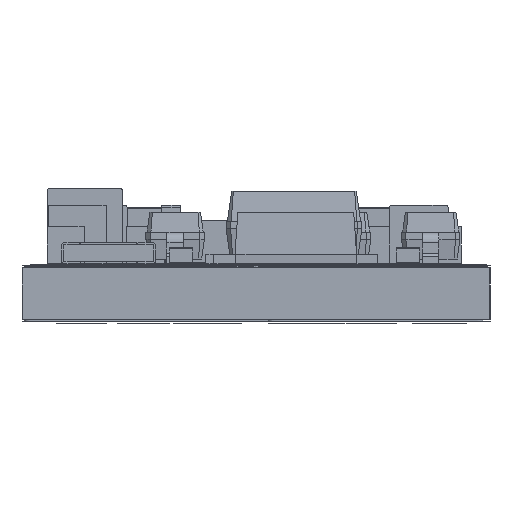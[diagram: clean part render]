
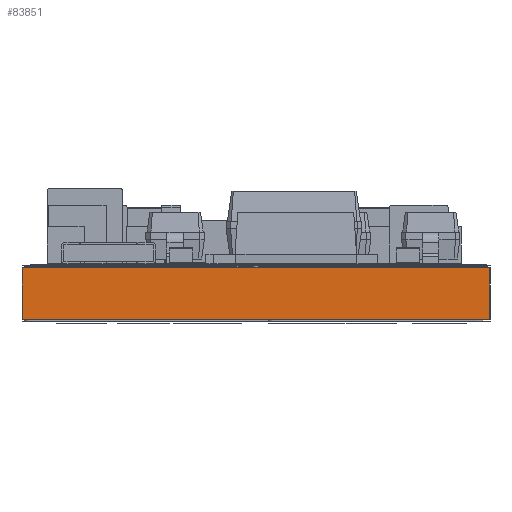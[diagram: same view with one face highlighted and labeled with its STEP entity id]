
A CAD part, left-side view. The second image highlights one B-rep face of the part: STEP entity #83851.
In plain terms, the highlighted planar face has unit normal (-1, 0, 0).
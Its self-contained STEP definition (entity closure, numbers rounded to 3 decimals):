
#83795 = VERTEX_POINT('',#83796);
#83796 = CARTESIAN_POINT('',(-19.8,-5.,1.11));
#83802 = EDGE_CURVE('',#83803,#83795,#83805,.T.);
#83803 = VERTEX_POINT('',#83804);
#83804 = CARTESIAN_POINT('',(-19.8,-5.,0.));
#83805 = LINE('',#83806,#83807);
#83806 = CARTESIAN_POINT('',(-19.8,-5.,0.));
#83807 = VECTOR('',#83808,1.);
#83808 = DIRECTION('',(0.,0.,1.));
#83851 = ADVANCED_FACE('',(#83852),#83877,.T.);
#83852 = FACE_BOUND('',#83853,.T.);
#83853 = EDGE_LOOP('',(#83854,#83855,#83863,#83871));
#83854 = ORIENTED_EDGE('',*,*,#83802,.T.);
#83855 = ORIENTED_EDGE('',*,*,#83856,.T.);
#83856 = EDGE_CURVE('',#83795,#83857,#83859,.T.);
#83857 = VERTEX_POINT('',#83858);
#83858 = CARTESIAN_POINT('',(-19.8,5.,1.11));
#83859 = LINE('',#83860,#83861);
#83860 = CARTESIAN_POINT('',(-19.8,-5.,1.11));
#83861 = VECTOR('',#83862,1.);
#83862 = DIRECTION('',(0.,1.,0.));
#83863 = ORIENTED_EDGE('',*,*,#83864,.F.);
#83864 = EDGE_CURVE('',#83865,#83857,#83867,.T.);
#83865 = VERTEX_POINT('',#83866);
#83866 = CARTESIAN_POINT('',(-19.8,5.,0.));
#83867 = LINE('',#83868,#83869);
#83868 = CARTESIAN_POINT('',(-19.8,5.,0.));
#83869 = VECTOR('',#83870,1.);
#83870 = DIRECTION('',(0.,0.,1.));
#83871 = ORIENTED_EDGE('',*,*,#83872,.F.);
#83872 = EDGE_CURVE('',#83803,#83865,#83873,.T.);
#83873 = LINE('',#83874,#83875);
#83874 = CARTESIAN_POINT('',(-19.8,-5.,0.));
#83875 = VECTOR('',#83876,1.);
#83876 = DIRECTION('',(0.,1.,0.));
#83877 = PLANE('',#83878);
#83878 = AXIS2_PLACEMENT_3D('',#83879,#83880,#83881);
#83879 = CARTESIAN_POINT('',(-19.8,-5.,0.));
#83880 = DIRECTION('',(-1.,0.,0.));
#83881 = DIRECTION('',(0.,1.,0.));
